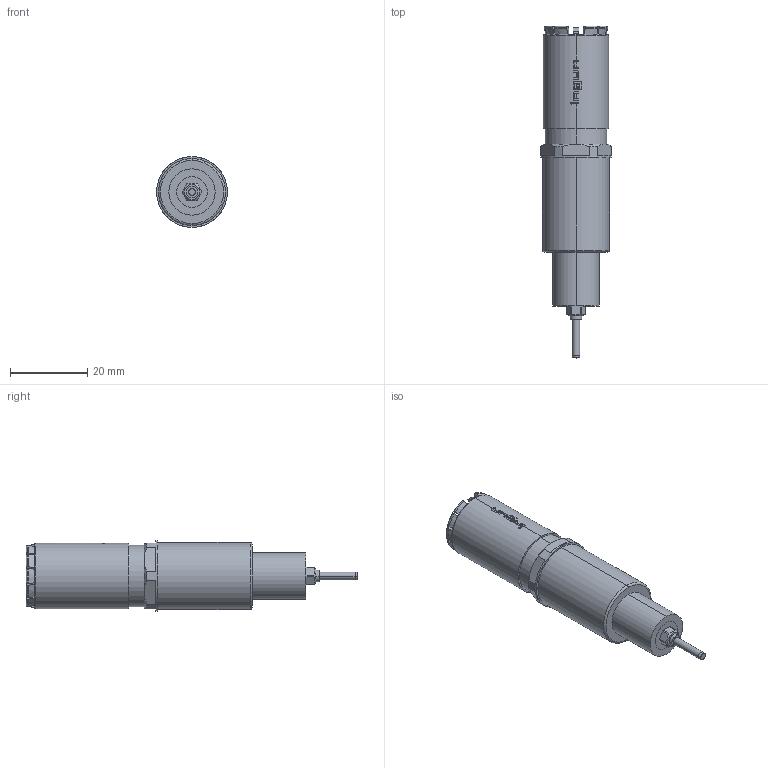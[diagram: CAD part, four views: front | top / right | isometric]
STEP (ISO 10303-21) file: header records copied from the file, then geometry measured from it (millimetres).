
FILE_DESCRIPTION (( 'STEP AP203' ), '1' );
FILE_NAME ('INGUN_VKR-672_1200_110_S_xxx04_M.STEP', '2022-11-16T10:10:58', ( '' ), ( '' ), 'SwSTEP 2.0', 'SolidWorks 2021', '' );
FILE_SCHEMA (( 'CONFIG_CONTROL_DESIGN' ));
Length unit declared in the file: millimetre
Products named in the file (1): INGUN_VKR-672_1200_110_S_xxx04_M
Bounding box: 18.4 x 86.2 x 18.4 mm (x, y, z)
Volume: 13287.9 mm3; surface area: 7070.6 mm2
Topology: 1 solids, 1 shells, 385 faces, 1050 edges, 668 vertices
Faces by surface type: plane 194, cylinder 93, torus 56, bspline 22, cone 20
Entity records: 12949 total; most frequent: CARTESIAN_POINT 3366, ORIENTED_EDGE 2100, DIRECTION 1900, EDGE_CURVE 1050, AXIS2_PLACEMENT_3D 732, VERTEX_POINT 668, LINE 436, VECTOR 436
